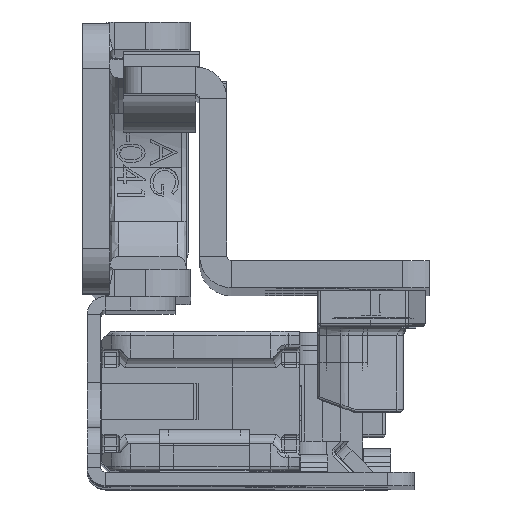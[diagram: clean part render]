
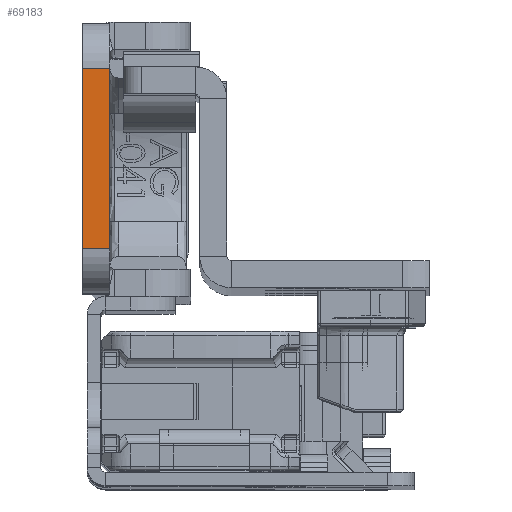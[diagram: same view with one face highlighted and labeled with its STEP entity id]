
A CAD part, top view. The second image highlights one B-rep face of the part: STEP entity #69183.
In plain terms, the highlighted planar face has unit normal (0, 0, 1).
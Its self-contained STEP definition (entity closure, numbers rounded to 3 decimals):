
#1583 = PLANE ( 'NONE',  #4081 ) ;
#1954 = LINE ( 'NONE', #68294, #40054 ) ;
#2397 = CARTESIAN_POINT ( 'NONE',  ( 3., -10., 0. ) ) ;
#4081 = AXIS2_PLACEMENT_3D ( 'NONE', #35881, #63168, #62821 ) ;
#4956 = CARTESIAN_POINT ( 'NONE',  ( 3., -10., 0. ) ) ;
#7948 = ORIENTED_EDGE ( 'NONE', *, *, #67354, .T. ) ;
#14281 = VERTEX_POINT ( 'NONE', #52080 ) ;
#14766 = ORIENTED_EDGE ( 'NONE', *, *, #47913, .T. ) ;
#15170 = DIRECTION ( 'NONE',  ( -1., 0., 0. ) ) ;
#20273 = EDGE_CURVE ( 'NONE', #24234, #14281, #58559, .T. ) ;
#24232 = ORIENTED_EDGE ( 'NONE', *, *, #20273, .F. ) ;
#24234 = VERTEX_POINT ( 'NONE', #2397 ) ;
#28912 = CARTESIAN_POINT ( 'NONE',  ( 3., 10., 0. ) ) ;
#30666 = VERTEX_POINT ( 'NONE', #42904 ) ;
#31731 = LINE ( 'NONE', #48096, #62062 ) ;
#33120 = ORIENTED_EDGE ( 'NONE', *, *, #43727, .F. ) ;
#35881 = CARTESIAN_POINT ( 'NONE',  ( 3., -22.5, 0. ) ) ;
#40054 = VECTOR ( 'NONE', #62467, 1000. ) ;
#40189 = LINE ( 'NONE', #28912, #48375 ) ;
#42904 = CARTESIAN_POINT ( 'NONE',  ( 0., 10., 0. ) ) ;
#43727 = EDGE_CURVE ( 'NONE', #58170, #24234, #1954, .T. ) ;
#47913 = EDGE_CURVE ( 'NONE', #58170, #30666, #40189, .T. ) ;
#48096 = CARTESIAN_POINT ( 'NONE',  ( 0., -22.5, 0. ) ) ;
#48375 = VECTOR ( 'NONE', #62744, 1000. ) ;
#49177 = DIRECTION ( 'NONE',  ( 0., -1., 0. ) ) ;
#52080 = CARTESIAN_POINT ( 'NONE',  ( 0., -10., 0. ) ) ;
#58170 = VERTEX_POINT ( 'NONE', #67467 ) ;
#58559 = LINE ( 'NONE', #4956, #61186 ) ;
#61186 = VECTOR ( 'NONE', #15170, 1000. ) ;
#62062 = VECTOR ( 'NONE', #49177, 1000. ) ;
#62467 = DIRECTION ( 'NONE',  ( 0., -1., 0. ) ) ;
#62744 = DIRECTION ( 'NONE',  ( -1., 0., 0. ) ) ;
#62821 = DIRECTION ( 'NONE',  ( -1., 0., 0. ) ) ;
#63168 = DIRECTION ( 'NONE',  ( 0., 0., -1. ) ) ;
#67354 = EDGE_CURVE ( 'NONE', #30666, #14281, #31731, .T. ) ;
#67467 = CARTESIAN_POINT ( 'NONE',  ( 3., 10., 0. ) ) ;
#67583 = EDGE_LOOP ( 'NONE', ( #24232, #33120, #14766, #7948 ) ) ;
#68294 = CARTESIAN_POINT ( 'NONE',  ( 3., -22.5, 0. ) ) ;
#69183 = ADVANCED_FACE ( 'NONE', ( #69337 ), #1583, .F. ) ;
#69337 = FACE_OUTER_BOUND ( 'NONE', #67583, .T. ) ;
